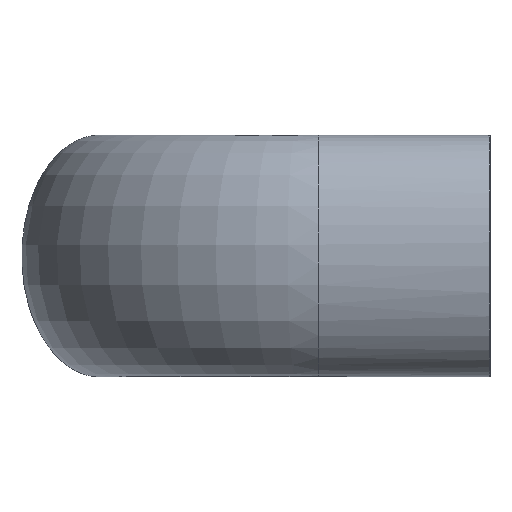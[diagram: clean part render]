
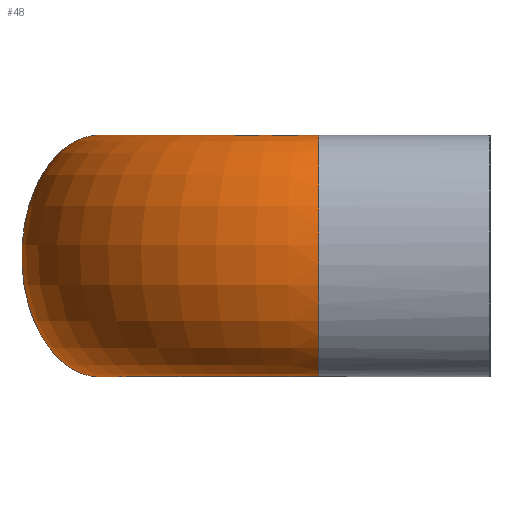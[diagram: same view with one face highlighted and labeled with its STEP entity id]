
A CAD part, left-side view. The second image highlights one B-rep face of the part: STEP entity #48.
In plain terms, the highlighted face is a revolution surface.
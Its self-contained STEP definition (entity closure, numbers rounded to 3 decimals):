
#48 = ADVANCED_FACE( '', ( #117 ), #118, .T. );
#117 = FACE_OUTER_BOUND( '', #199, .T. );
#118 = SURFACE_OF_REVOLUTION( '', #200, #201 );
#199 = EDGE_LOOP( '', ( #386, #387, #388, #389 ) );
#200 = ( BOUNDED_CURVE(  )B_SPLINE_CURVE( 3, ( #392, #393, #394, #395 ), .UNSPECIFIED., .F., .F. )B_SPLINE_CURVE_WITH_KNOTS( ( 4, 4 ), ( 0., 1. ), .UNSPECIFIED. )CURVE(  )GEOMETRIC_REPRESENTATION_ITEM(  )RATIONAL_B_SPLINE_CURVE( ( 0.854, 0.285, 0.285, 0.854 ) )REPRESENTATION_ITEM( '' ) );
#201 = AXIS1_PLACEMENT( '', #401, #402 );
#386 = ORIENTED_EDGE( '', *, *, #510, .F. );
#387 = ORIENTED_EDGE( '', *, *, #505, .F. );
#388 = ORIENTED_EDGE( '', *, *, #511, .T. );
#389 = ORIENTED_EDGE( '', *, *, #507, .F. );
#392 = CARTESIAN_POINT( '', ( -1.38, 32.38, -12. ) );
#393 = CARTESIAN_POINT( '', ( -12.34, 43.34, -12. ) );
#394 = CARTESIAN_POINT( '', ( -12.34, 43.34, 12. ) );
#395 = CARTESIAN_POINT( '', ( -1.38, 32.38, 12. ) );
#401 = CARTESIAN_POINT( '', ( 14., 17., 0. ) );
#402 = DIRECTION( '', ( 0., 0., 1. ) );
#505 = EDGE_CURVE( '', #549, #550, #551, .T. );
#507 = EDGE_CURVE( '', #552, #554, #555, .T. );
#510 = EDGE_CURVE( '', #550, #552, #558, .T. );
#511 = EDGE_CURVE( '', #549, #554, #559, .T. );
#549 = VERTEX_POINT( '', #607 );
#550 = VERTEX_POINT( '', #608 );
#551 = ( BOUNDED_CURVE(  )B_SPLINE_CURVE( 3, ( #611, #612, #613, #614 ), .UNSPECIFIED., .F., .F. )B_SPLINE_CURVE_WITH_KNOTS( ( 4, 4 ), ( 0., 1. ), .UNSPECIFIED. )CURVE(  )GEOMETRIC_REPRESENTATION_ITEM(  )RATIONAL_B_SPLINE_CURVE( ( 1., 0.805, 0.805, 1. ) )REPRESENTATION_ITEM( '' ) );
#552 = VERTEX_POINT( '', #620 );
#554 = VERTEX_POINT( '', #632 );
#555 = ( BOUNDED_CURVE(  )B_SPLINE_CURVE( 3, ( #635, #636, #637, #638 ), .UNSPECIFIED., .F., .F. )B_SPLINE_CURVE_WITH_KNOTS( ( 4, 4 ), ( 0., 1. ), .UNSPECIFIED. )CURVE(  )GEOMETRIC_REPRESENTATION_ITEM(  )RATIONAL_B_SPLINE_CURVE( ( 1., 0.805, 0.805, 1. ) )REPRESENTATION_ITEM( '' ) );
#558 = ( BOUNDED_CURVE(  )B_SPLINE_CURVE( 3, ( #658, #659, #660, #661 ), .UNSPECIFIED., .F., .F. )B_SPLINE_CURVE_WITH_KNOTS( ( 4, 4 ), ( 0., 1. ), .UNSPECIFIED. )CURVE(  )GEOMETRIC_REPRESENTATION_ITEM(  )RATIONAL_B_SPLINE_CURVE( ( 1., 0.333, 0.333, 1. ) )REPRESENTATION_ITEM( '' ) );
#559 = ( BOUNDED_CURVE(  )B_SPLINE_CURVE( 3, ( #669, #670, #671, #672 ), .UNSPECIFIED., .F., .F. )B_SPLINE_CURVE_WITH_KNOTS( ( 4, 4 ), ( 0., 1. ), .UNSPECIFIED. )CURVE(  )GEOMETRIC_REPRESENTATION_ITEM(  )RATIONAL_B_SPLINE_CURVE( ( 0.854, 0.285, 0.285, 0.854 ) )REPRESENTATION_ITEM( '' ) );
#607 = CARTESIAN_POINT( '', ( -7.75, 17., -12. ) );
#608 = CARTESIAN_POINT( '', ( 14., 38.75, -12. ) );
#611 = CARTESIAN_POINT( '', ( -7.75, 17., -12. ) );
#612 = CARTESIAN_POINT( '', ( -7.75, 29.741, -12. ) );
#613 = CARTESIAN_POINT( '', ( 1.259, 38.75, -12. ) );
#614 = CARTESIAN_POINT( '', ( 14., 38.75, -12. ) );
#620 = CARTESIAN_POINT( '', ( 14., 38.75, 12. ) );
#632 = CARTESIAN_POINT( '', ( -7.75, 17., 12. ) );
#635 = CARTESIAN_POINT( '', ( 14., 38.75, 12. ) );
#636 = CARTESIAN_POINT( '', ( 1.259, 38.75, 12. ) );
#637 = CARTESIAN_POINT( '', ( -7.75, 29.741, 12. ) );
#638 = CARTESIAN_POINT( '', ( -7.75, 17., 12. ) );
#658 = CARTESIAN_POINT( '', ( 14., 38.75, -12. ) );
#659 = CARTESIAN_POINT( '', ( 14., 54.25, -12. ) );
#660 = CARTESIAN_POINT( '', ( 14., 54.25, 12. ) );
#661 = CARTESIAN_POINT( '', ( 14., 38.75, 12. ) );
#669 = CARTESIAN_POINT( '', ( -7.75, 17., -12. ) );
#670 = CARTESIAN_POINT( '', ( -23.25, 17., -12. ) );
#671 = CARTESIAN_POINT( '', ( -23.25, 17., 12. ) );
#672 = CARTESIAN_POINT( '', ( -7.75, 17., 12. ) );
